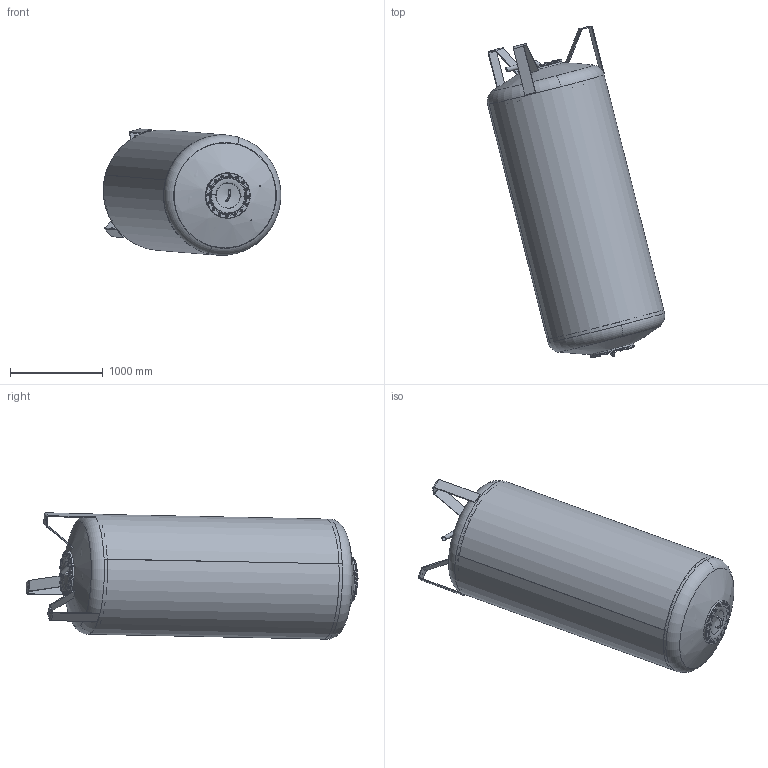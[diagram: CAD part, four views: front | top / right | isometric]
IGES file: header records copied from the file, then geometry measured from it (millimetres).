
Global section: file name: No Iges File Name specified; native system: Autodesk Inventor 2009; preprocessor: AutoDesk Inventor Iges Exporter R2009; author: CADJOBServer; date: 20091009.103242; units: millimetre
Bounding box: 1915.21 x 3583.17 x 1363.4 mm (x, y, z)
Volume: 125150549.4 mm3; surface area: 45856533.1 mm2
Topology: 43 solids, 43 shells, 1936 faces, 4803 edges, 3108 vertices
Faces by surface type: plane 703, bspline 372, cone 296, revolution 240, cylinder 237, torus 82, sphere 6
